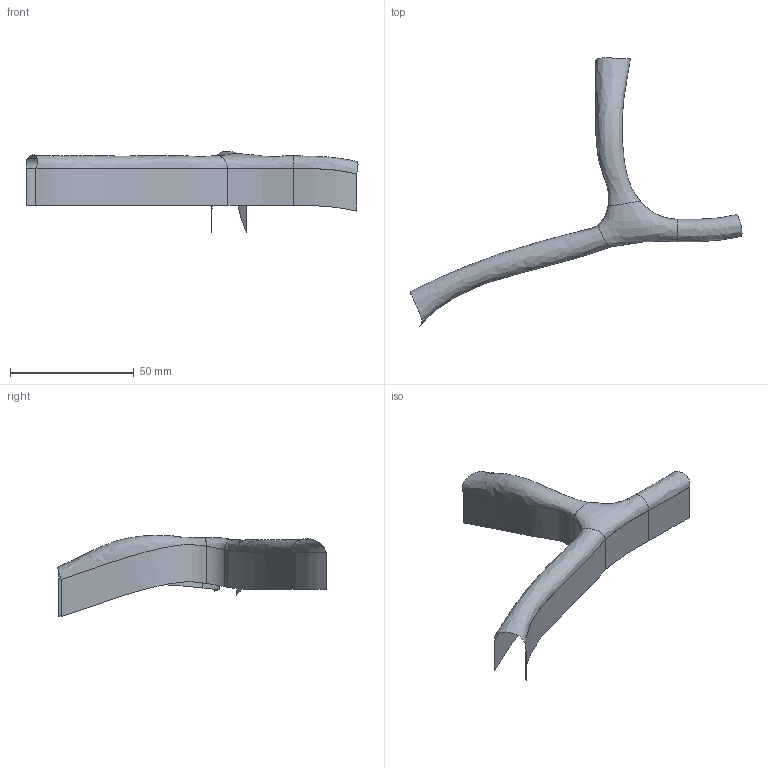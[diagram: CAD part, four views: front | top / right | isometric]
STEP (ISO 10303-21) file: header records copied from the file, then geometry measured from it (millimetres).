
FILE_DESCRIPTION (( 'STEP AP214' ), '1' );
FILE_NAME ('Multiblend.STEP', '2019-01-07T09:18:29', ( '' ), ( '' ), 'SwSTEP 2.0', 'SolidWorks 2017', '' );
FILE_SCHEMA (( 'AUTOMOTIVE_DESIGN' ));
Length unit declared in the file: millimetre
Products named in the file (2): Multiblend
Bounding box: 134.05 x 108.4 x 32.83 mm (x, y, z)
Surface area: 9154.5 mm2 (no closed solid volume)
Topology: 0 solids, 3 shells, 13 faces, 48 edges, 38 vertices
Faces by surface type: bspline 13
Entity records: 2951 total; most frequent: CARTESIAN_POINT 2632, ORIENTED_EDGE 63, EDGE_CURVE 48, VERTEX_POINT 38, B_SPLINE_CURVE_WITH_KNOTS 36, DIRECTION 16, EDGE_LOOP 13, FACE_OUTER_BOUND 13
